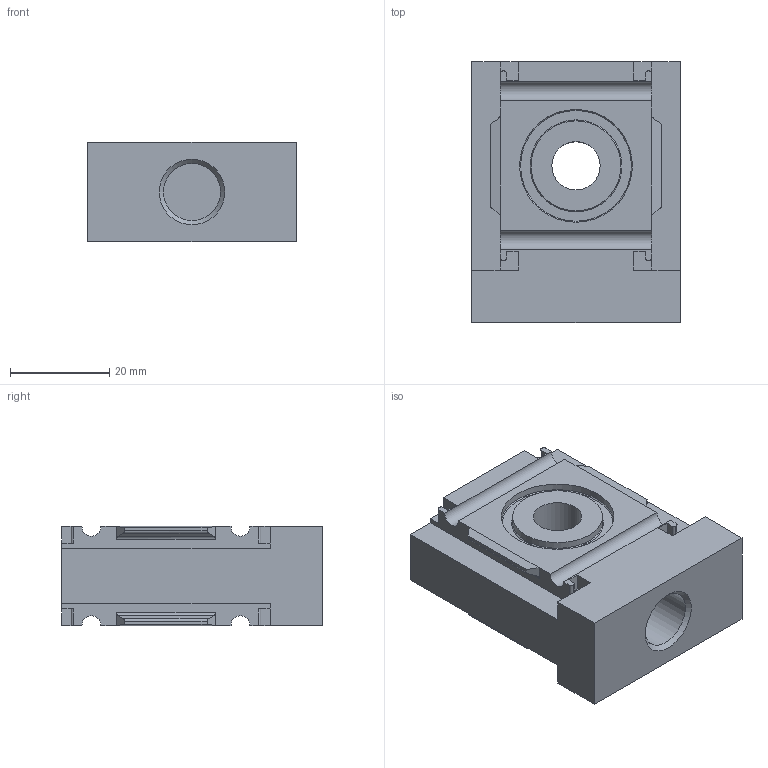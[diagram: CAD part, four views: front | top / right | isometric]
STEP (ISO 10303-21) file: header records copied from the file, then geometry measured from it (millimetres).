
FILE_DESCRIPTION(/* description */ ('STEP AP214'),/* implementation_level */ '2;1');
FILE_NAME(/* name */ '549336_MS4-FRM-FRZ',/* time_stamp */ '2024-09-09T16:47:04+02:00',/* author */ ('License CC BY-ND 4.0'),/* organization */ ('CADENAS'),/* preprocessor_version */ 'ST-DEVELOPER v19.3',/* originating_system */ 'PARTsolutions',/* authorisation */ ' ');
FILE_SCHEMA (('AUTOMOTIVE_DESIGN {1 0 10303 214 3 1 1}'));
Length unit declared in the file: millimetre
Products named in the file (1): 549336 MS4-FRM-FRZ
Bounding box: 42 x 52.5 x 20 mm (x, y, z)
Volume: 34547 mm3; surface area: 10507 mm2
Topology: 1 solids, 1 shells, 129 faces, 349 edges, 228 vertices
Faces by surface type: plane 88, cylinder 35, cone 6
Full cylindrical faces by diameter (mm): 9.728 x1, 11.445 x2, 18.1 x2, 22.7 x2
Entity records: 3996 total; most frequent: CARTESIAN_POINT 694, ORIENTED_EDGE 672, DIRECTION 672, EDGE_CURVE 336, LINE 260, VECTOR 260, VERTEX_POINT 228, AXIS2_PLACEMENT_3D 206
